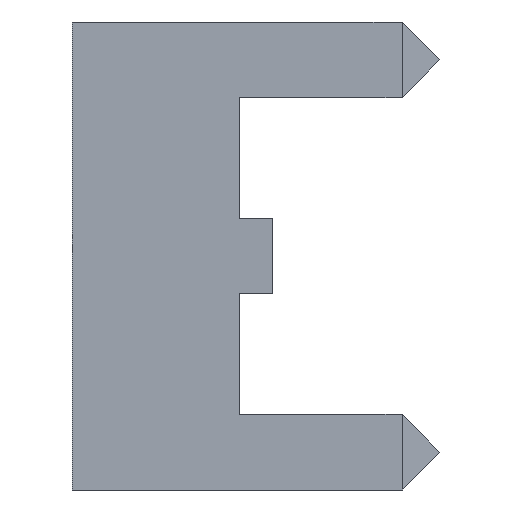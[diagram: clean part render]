
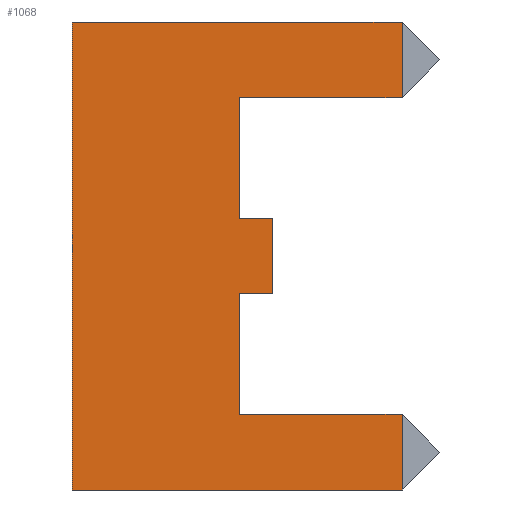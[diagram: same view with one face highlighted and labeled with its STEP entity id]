
A CAD part, left-side view. The second image highlights one B-rep face of the part: STEP entity #1068.
In plain terms, the highlighted planar face has unit normal (-1, 0, 0).
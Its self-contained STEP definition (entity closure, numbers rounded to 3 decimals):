
#12 = VERTEX_POINT ( 'NONE', #2117 ) ;
#96 = VECTOR ( 'NONE', #3447, 1000. ) ;
#127 = VERTEX_POINT ( 'NONE', #2437 ) ;
#186 = EDGE_CURVE ( 'NONE', #12, #3160, #2378, .T. ) ;
#194 = CARTESIAN_POINT ( 'NONE',  ( -3.5, -2.5, -0.565 ) ) ;
#201 = CARTESIAN_POINT ( 'NONE',  ( -3.5, -2.5, -3.5 ) ) ;
#222 = DIRECTION ( 'NONE',  ( 0., 1., 0. ) ) ;
#228 = VERTEX_POINT ( 'NONE', #1192 ) ;
#236 = CARTESIAN_POINT ( 'NONE',  ( -3.5, -5.5, -2.37 ) ) ;
#252 = VERTEX_POINT ( 'NONE', #194 ) ;
#364 = VERTEX_POINT ( 'NONE', #3340 ) ;
#395 = DIRECTION ( 'NONE',  ( 0., 1., 0. ) ) ;
#482 = PLANE ( 'NONE',  #1729 ) ;
#506 = ORIENTED_EDGE ( 'NONE', *, *, #2601, .T. ) ;
#518 = VECTOR ( 'NONE', #2634, 1000. ) ;
#559 = LINE ( 'NONE', #3509, #3210 ) ;
#586 = CARTESIAN_POINT ( 'NONE',  ( -3.5, -2.5, 2.37 ) ) ;
#669 = EDGE_LOOP ( 'NONE', ( #1796, #2287, #3121, #3784, #2008, #2375, #2644, #876, #2866, #2333, #506, #3163 ) ) ;
#671 = EDGE_CURVE ( 'NONE', #12, #2797, #1082, .T. ) ;
#677 = VECTOR ( 'NONE', #3432, 1000. ) ;
#706 = CARTESIAN_POINT ( 'NONE',  ( -3.5, -3., -0.565 ) ) ;
#730 = LINE ( 'NONE', #3398, #3062 ) ;
#777 = VECTOR ( 'NONE', #222, 1000. ) ;
#800 = FACE_OUTER_BOUND ( 'NONE', #669, .T. ) ;
#868 = LINE ( 'NONE', #3204, #2226 ) ;
#876 = ORIENTED_EDGE ( 'NONE', *, *, #1935, .T. ) ;
#957 = LINE ( 'NONE', #3456, #518 ) ;
#973 = CARTESIAN_POINT ( 'NONE',  ( -3.5, -3., -0.565 ) ) ;
#1068 = ADVANCED_FACE ( 'NONE', ( #800 ), #482, .T. ) ;
#1082 = LINE ( 'NONE', #706, #677 ) ;
#1127 = EDGE_CURVE ( 'NONE', #364, #252, #3879, .T. ) ;
#1170 = DIRECTION ( 'NONE',  ( 0., 1., 0. ) ) ;
#1177 = CARTESIAN_POINT ( 'NONE',  ( -3.5, -2.5, -3.5 ) ) ;
#1192 = CARTESIAN_POINT ( 'NONE',  ( -3.5, 0., -3.5 ) ) ;
#1236 = CARTESIAN_POINT ( 'NONE',  ( -3.5, -3., 0.565 ) ) ;
#1300 = VECTOR ( 'NONE', #3661, 1000. ) ;
#1366 = DIRECTION ( 'NONE',  ( 0., 0., 1. ) ) ;
#1566 = EDGE_CURVE ( 'NONE', #228, #2463, #559, .T. ) ;
#1590 = CARTESIAN_POINT ( 'NONE',  ( -3.5, -4.935, 3.5 ) ) ;
#1624 = EDGE_CURVE ( 'NONE', #2941, #2556, #868, .T. ) ;
#1729 = AXIS2_PLACEMENT_3D ( 'NONE', #201, #2948, #2066 ) ;
#1742 = VERTEX_POINT ( 'NONE', #2958 ) ;
#1790 = EDGE_CURVE ( 'NONE', #1742, #364, #3189, .T. ) ;
#1796 = ORIENTED_EDGE ( 'NONE', *, *, #2260, .F. ) ;
#1935 = EDGE_CURVE ( 'NONE', #3160, #3141, #3332, .T. ) ;
#2008 = ORIENTED_EDGE ( 'NONE', *, *, #3882, .F. ) ;
#2025 = VECTOR ( 'NONE', #3035, 1000. ) ;
#2066 = DIRECTION ( 'NONE',  ( 0., 0., 1. ) ) ;
#2117 = CARTESIAN_POINT ( 'NONE',  ( -3.5, -3., 0.565 ) ) ;
#2226 = VECTOR ( 'NONE', #2308, 1000. ) ;
#2260 = EDGE_CURVE ( 'NONE', #127, #228, #957, .T. ) ;
#2287 = ORIENTED_EDGE ( 'NONE', *, *, #3235, .T. ) ;
#2308 = DIRECTION ( 'NONE',  ( 0., 0., 1. ) ) ;
#2333 = ORIENTED_EDGE ( 'NONE', *, *, #1624, .T. ) ;
#2375 = ORIENTED_EDGE ( 'NONE', *, *, #671, .F. ) ;
#2378 = LINE ( 'NONE', #1236, #2487 ) ;
#2387 = CARTESIAN_POINT ( 'NONE',  ( -3.5, -5.5, 2.37 ) ) ;
#2437 = CARTESIAN_POINT ( 'NONE',  ( -3.5, -4.935, -3.5 ) ) ;
#2463 = VERTEX_POINT ( 'NONE', #3281 ) ;
#2487 = VECTOR ( 'NONE', #3353, 1000. ) ;
#2508 = EDGE_CURVE ( 'NONE', #2941, #3141, #2724, .T. ) ;
#2556 = VERTEX_POINT ( 'NONE', #1590 ) ;
#2601 = EDGE_CURVE ( 'NONE', #2556, #2463, #730, .T. ) ;
#2634 = DIRECTION ( 'NONE',  ( 0., 1., 0. ) ) ;
#2644 = ORIENTED_EDGE ( 'NONE', *, *, #186, .T. ) ;
#2718 = DIRECTION ( 'NONE',  ( 0., 0., 1. ) ) ;
#2724 = LINE ( 'NONE', #2387, #2771 ) ;
#2732 = LINE ( 'NONE', #973, #1300 ) ;
#2771 = VECTOR ( 'NONE', #1170, 1000. ) ;
#2797 = VERTEX_POINT ( 'NONE', #3877 ) ;
#2866 = ORIENTED_EDGE ( 'NONE', *, *, #2508, .F. ) ;
#2941 = VERTEX_POINT ( 'NONE', #3256 ) ;
#2948 = DIRECTION ( 'NONE',  ( -1., 0., 0. ) ) ;
#2958 = CARTESIAN_POINT ( 'NONE',  ( -3.5, -4.935, -2.37 ) ) ;
#3035 = DIRECTION ( 'NONE',  ( 0., 0., 1. ) ) ;
#3062 = VECTOR ( 'NONE', #395, 1000. ) ;
#3121 = ORIENTED_EDGE ( 'NONE', *, *, #1790, .T. ) ;
#3141 = VERTEX_POINT ( 'NONE', #586 ) ;
#3160 = VERTEX_POINT ( 'NONE', #3630 ) ;
#3163 = ORIENTED_EDGE ( 'NONE', *, *, #1566, .F. ) ;
#3189 = LINE ( 'NONE', #236, #777 ) ;
#3204 = CARTESIAN_POINT ( 'NONE',  ( -3.5, -4.935, -3.5 ) ) ;
#3210 = VECTOR ( 'NONE', #1366, 1000. ) ;
#3235 = EDGE_CURVE ( 'NONE', #127, #1742, #3567, .T. ) ;
#3256 = CARTESIAN_POINT ( 'NONE',  ( -3.5, -4.935, 2.37 ) ) ;
#3259 = VECTOR ( 'NONE', #2718, 1000. ) ;
#3281 = CARTESIAN_POINT ( 'NONE',  ( -3.5, 0., 3.5 ) ) ;
#3332 = LINE ( 'NONE', #3855, #2025 ) ;
#3340 = CARTESIAN_POINT ( 'NONE',  ( -3.5, -2.5, -2.37 ) ) ;
#3353 = DIRECTION ( 'NONE',  ( 0., 1., 0. ) ) ;
#3398 = CARTESIAN_POINT ( 'NONE',  ( -3.5, -2.5, 3.5 ) ) ;
#3432 = DIRECTION ( 'NONE',  ( 0., 0., -1. ) ) ;
#3447 = DIRECTION ( 'NONE',  ( 0., 0., 1. ) ) ;
#3456 = CARTESIAN_POINT ( 'NONE',  ( -3.5, -2.5, -3.5 ) ) ;
#3470 = CARTESIAN_POINT ( 'NONE',  ( -3.5, -4.935, -3.5 ) ) ;
#3509 = CARTESIAN_POINT ( 'NONE',  ( -3.5, 0., -3.5 ) ) ;
#3567 = LINE ( 'NONE', #3470, #96 ) ;
#3630 = CARTESIAN_POINT ( 'NONE',  ( -3.5, -2.5, 0.565 ) ) ;
#3661 = DIRECTION ( 'NONE',  ( 0., 1., 0. ) ) ;
#3784 = ORIENTED_EDGE ( 'NONE', *, *, #1127, .T. ) ;
#3855 = CARTESIAN_POINT ( 'NONE',  ( -3.5, -2.5, -3.5 ) ) ;
#3877 = CARTESIAN_POINT ( 'NONE',  ( -3.5, -3., -0.565 ) ) ;
#3879 = LINE ( 'NONE', #1177, #3259 ) ;
#3882 = EDGE_CURVE ( 'NONE', #2797, #252, #2732, .T. ) ;
